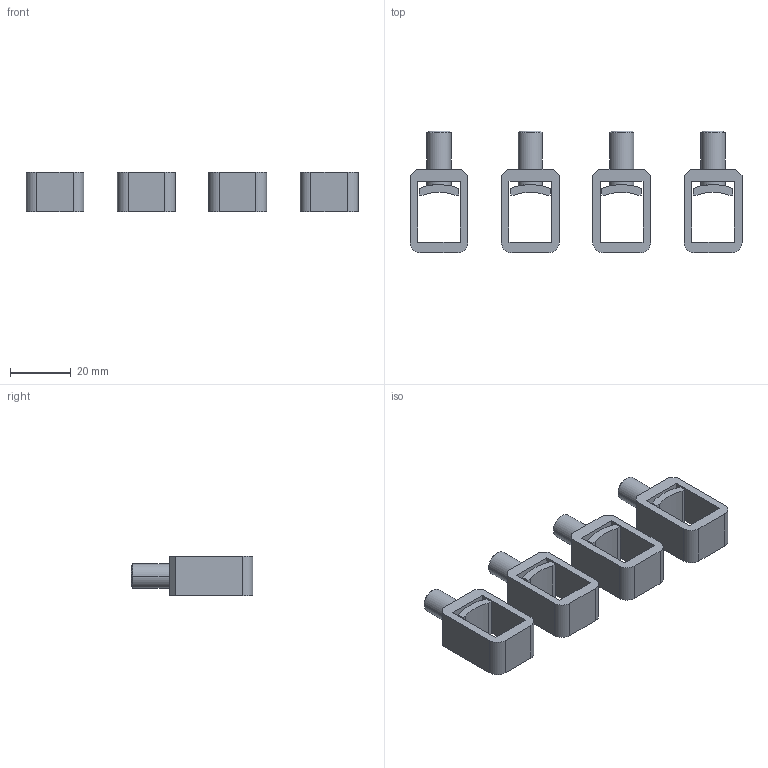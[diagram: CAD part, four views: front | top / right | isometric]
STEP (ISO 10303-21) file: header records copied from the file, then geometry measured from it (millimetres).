
FILE_DESCRIPTION(('CATIA V5 STEP Exchange'),'2;1');
FILE_NAME('1SDH001295R0366_1PA_001_00_XT2_4P_WITHDRAWABLE_FCCuAl_SUP.stp','2014-11-11T15:27:17+00:00',('none'),('none'),'CATIA Version 5 Release 20 SP 1 (IN-10)','CATIA V5 STEP AP214','none');
FILE_SCHEMA(('AUTOMOTIVE_DESIGN { 1 0 10303 214 1 1 1 1 }'));
Length unit declared in the file: millimetre
Products named in the file (1): 1SDH001295R0366_1PA_001_00_XT2_4P_WITHDRAWABLE_FCCuAl_SUP
Bounding box: 109 x 40 x 13 mm (x, y, z)
Volume: 16571.6 mm3; surface area: 12781.7 mm2
Topology: 4 solids, 4 shells, 116 faces, 280 edges, 184 vertices
Faces by surface type: plane 76, cylinder 32, cone 8
Entity records: 4028 total; most frequent: CARTESIAN_POINT 646, ORIENTED_EDGE 560, DIRECTION 410, EDGE_CURVE 280, VECTOR 208, LINE 208, VERTEX_POINT 184, EDGE_LOOP 136
